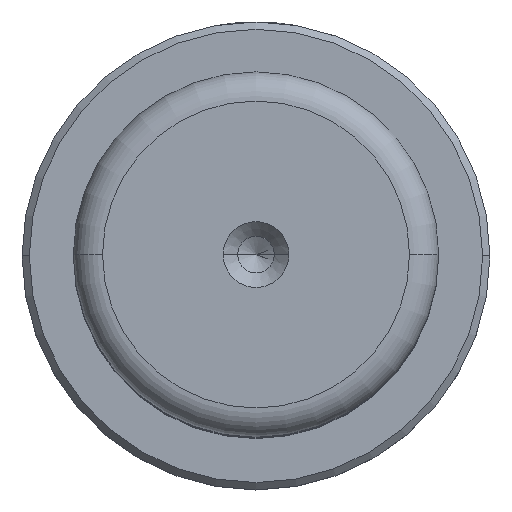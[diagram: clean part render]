
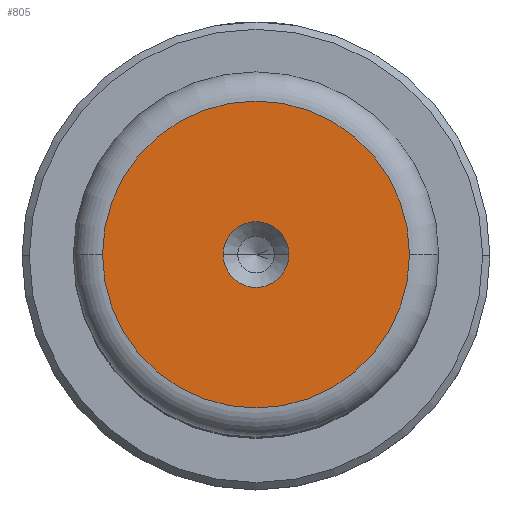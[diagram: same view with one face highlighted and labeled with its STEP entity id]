
A CAD part, top view. The second image highlights one B-rep face of the part: STEP entity #805.
In plain terms, the highlighted planar face has unit normal (0, 0, 1).
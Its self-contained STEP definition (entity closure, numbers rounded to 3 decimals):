
#43 = CARTESIAN_POINT ( 'NONE',  ( 0., 0., 76. ) ) ;
#73 = CIRCLE ( 'NONE', #1997, 10.495 ) ;
#109 = ORIENTED_EDGE ( 'NONE', *, *, #1189, .F. ) ;
#129 = AXIS2_PLACEMENT_3D ( 'NONE', #2354, #1116, #2560 ) ;
#131 = ORIENTED_EDGE ( 'NONE', *, *, #1992, .F. ) ;
#230 = CIRCLE ( 'NONE', #1105, 2.25 ) ;
#246 = CARTESIAN_POINT ( 'NONE',  ( -10.495, 0., 76. ) ) ;
#261 = DIRECTION ( 'NONE',  ( 1., 0., 0. ) ) ;
#378 = DIRECTION ( 'NONE',  ( 0., 0., 1. ) ) ;
#438 = CIRCLE ( 'NONE', #1630, 10.495 ) ;
#470 = DIRECTION ( 'NONE',  ( 0., 0., 1. ) ) ;
#683 = VERTEX_POINT ( 'NONE', #1678 ) ;
#790 = VERTEX_POINT ( 'NONE', #246 ) ;
#805 = ADVANCED_FACE ( 'NONE', ( #1755, #2249 ), #1714, .T. ) ;
#822 = EDGE_CURVE ( 'NONE', #790, #683, #73, .T. ) ;
#894 = DIRECTION ( 'NONE',  ( 0., 0., 1. ) ) ;
#905 = CIRCLE ( 'NONE', #129, 2.25 ) ;
#1105 = AXIS2_PLACEMENT_3D ( 'NONE', #1634, #378, #1848 ) ;
#1109 = ORIENTED_EDGE ( 'NONE', *, *, #822, .T. ) ;
#1116 = DIRECTION ( 'NONE',  ( 0., 0., 1. ) ) ;
#1189 = EDGE_CURVE ( 'NONE', #2404, #1792, #905, .T. ) ;
#1295 = CARTESIAN_POINT ( 'NONE',  ( 0., 0., 76. ) ) ;
#1498 = ORIENTED_EDGE ( 'NONE', *, *, #1578, .T. ) ;
#1516 = DIRECTION ( 'NONE',  ( 0., 0., 1. ) ) ;
#1578 = EDGE_CURVE ( 'NONE', #683, #790, #438, .T. ) ;
#1630 = AXIS2_PLACEMENT_3D ( 'NONE', #43, #1516, #261 ) ;
#1634 = CARTESIAN_POINT ( 'NONE',  ( 0., 0., 76. ) ) ;
#1678 = CARTESIAN_POINT ( 'NONE',  ( 10.495, 0., 76. ) ) ;
#1714 = PLANE ( 'NONE',  #2136 ) ;
#1755 = FACE_BOUND ( 'NONE', #2099, .T. ) ;
#1762 = CARTESIAN_POINT ( 'NONE',  ( -2.25, 0., 76. ) ) ;
#1792 = VERTEX_POINT ( 'NONE', #2566 ) ;
#1848 = DIRECTION ( 'NONE',  ( 1., 0., 0. ) ) ;
#1931 = DIRECTION ( 'NONE',  ( 1., 0., 0. ) ) ;
#1992 = EDGE_CURVE ( 'NONE', #1792, #2404, #230, .T. ) ;
#1997 = AXIS2_PLACEMENT_3D ( 'NONE', #2148, #894, #2341 ) ;
#2099 = EDGE_LOOP ( 'NONE', ( #131, #109 ) ) ;
#2136 = AXIS2_PLACEMENT_3D ( 'NONE', #1295, #470, #1931 ) ;
#2148 = CARTESIAN_POINT ( 'NONE',  ( 0., 0., 76. ) ) ;
#2249 = FACE_OUTER_BOUND ( 'NONE', #2647, .T. ) ;
#2341 = DIRECTION ( 'NONE',  ( 1., 0., 0. ) ) ;
#2354 = CARTESIAN_POINT ( 'NONE',  ( 0., 0., 76. ) ) ;
#2404 = VERTEX_POINT ( 'NONE', #1762 ) ;
#2560 = DIRECTION ( 'NONE',  ( 1., 0., 0. ) ) ;
#2566 = CARTESIAN_POINT ( 'NONE',  ( 2.25, 0., 76. ) ) ;
#2647 = EDGE_LOOP ( 'NONE', ( #1498, #1109 ) ) ;
